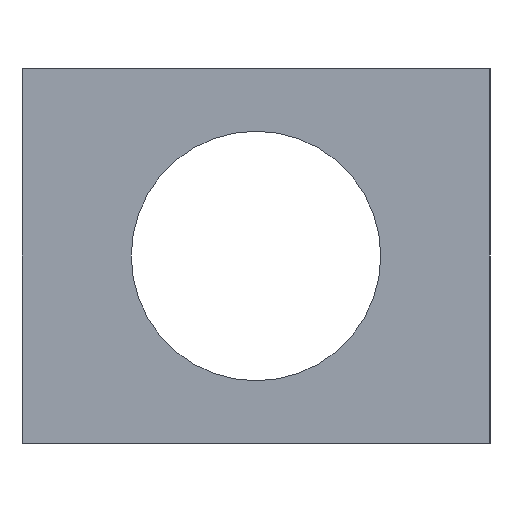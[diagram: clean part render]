
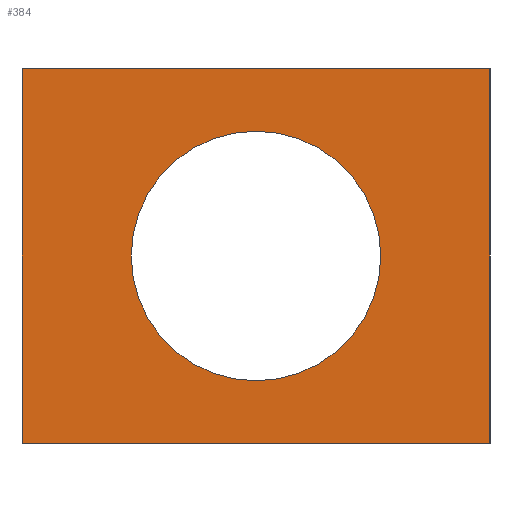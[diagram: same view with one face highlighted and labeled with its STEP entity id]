
A CAD part, left-side view. The second image highlights one B-rep face of the part: STEP entity #384.
In plain terms, the highlighted planar face has unit normal (-1, 0, 0).
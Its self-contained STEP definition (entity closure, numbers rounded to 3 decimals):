
#11 = EDGE_CURVE ( 'NONE', #110, #243, #633, .T. ) ;
#14 = VECTOR ( 'NONE', #108, 1000. ) ;
#19 = VECTOR ( 'NONE', #505, 1000. ) ;
#39 = EDGE_CURVE ( 'NONE', #243, #110, #172, .T. ) ;
#78 = CARTESIAN_POINT ( 'NONE',  ( -27.115, -18.75, 0. ) ) ;
#86 = EDGE_CURVE ( 'NONE', #393, #665, #420, .T. ) ;
#91 = EDGE_CURVE ( 'NONE', #137, #665, #322, .T. ) ;
#102 = EDGE_LOOP ( 'NONE', ( #380, #209 ) ) ;
#107 = VECTOR ( 'NONE', #546, 1000. ) ;
#108 = DIRECTION ( 'NONE',  ( 0., -1., 0. ) ) ;
#110 = VERTEX_POINT ( 'NONE', #268 ) ;
#112 = DIRECTION ( 'NONE',  ( 0., 0., 1. ) ) ;
#117 = CARTESIAN_POINT ( 'NONE',  ( -27.115, 0., 15. ) ) ;
#137 = VERTEX_POINT ( 'NONE', #413 ) ;
#144 = VECTOR ( 'NONE', #636, 1000. ) ;
#170 = EDGE_LOOP ( 'NONE', ( #216, #267, #444, #318 ) ) ;
#172 = CIRCLE ( 'NONE', #257, 10. ) ;
#179 = FACE_OUTER_BOUND ( 'NONE', #170, .T. ) ;
#190 = EDGE_CURVE ( 'NONE', #626, #393, #280, .T. ) ;
#209 = ORIENTED_EDGE ( 'NONE', *, *, #11, .F. ) ;
#216 = ORIENTED_EDGE ( 'NONE', *, *, #86, .T. ) ;
#224 = CARTESIAN_POINT ( 'NONE',  ( -27.115, 17.5, 30. ) ) ;
#226 = CARTESIAN_POINT ( 'NONE',  ( -27.115, 0., 15. ) ) ;
#243 = VERTEX_POINT ( 'NONE', #327 ) ;
#257 = AXIS2_PLACEMENT_3D ( 'NONE', #117, #477, #112 ) ;
#267 = ORIENTED_EDGE ( 'NONE', *, *, #91, .F. ) ;
#268 = CARTESIAN_POINT ( 'NONE',  ( -27.115, 0., 5. ) ) ;
#280 = LINE ( 'NONE', #648, #107 ) ;
#284 = DIRECTION ( 'NONE',  ( 0., 0., -1. ) ) ;
#318 = ORIENTED_EDGE ( 'NONE', *, *, #190, .T. ) ;
#322 = LINE ( 'NONE', #522, #144 ) ;
#326 = PLANE ( 'NONE',  #658 ) ;
#327 = CARTESIAN_POINT ( 'NONE',  ( -27.115, 0., 25. ) ) ;
#339 = CARTESIAN_POINT ( 'NONE',  ( -27.115, 18.75, 30. ) ) ;
#342 = AXIS2_PLACEMENT_3D ( 'NONE', #226, #433, #602 ) ;
#362 = CARTESIAN_POINT ( 'NONE',  ( -27.115, 17.5, 0. ) ) ;
#380 = ORIENTED_EDGE ( 'NONE', *, *, #39, .F. ) ;
#384 = ADVANCED_FACE ( 'NONE', ( #591, #179 ), #326, .F. ) ;
#393 = VERTEX_POINT ( 'NONE', #500 ) ;
#400 = LINE ( 'NONE', #401, #19 ) ;
#401 = CARTESIAN_POINT ( 'NONE',  ( -27.115, 17.5, 30. ) ) ;
#413 = CARTESIAN_POINT ( 'NONE',  ( -27.115, -18.75, 30. ) ) ;
#420 = LINE ( 'NONE', #362, #14 ) ;
#431 = DIRECTION ( 'NONE',  ( 1., 0., 0. ) ) ;
#433 = DIRECTION ( 'NONE',  ( -1., 0., 0. ) ) ;
#444 = ORIENTED_EDGE ( 'NONE', *, *, #502, .F. ) ;
#477 = DIRECTION ( 'NONE',  ( -1., 0., 0. ) ) ;
#500 = CARTESIAN_POINT ( 'NONE',  ( -27.115, 18.75, 0. ) ) ;
#502 = EDGE_CURVE ( 'NONE', #626, #137, #400, .T. ) ;
#505 = DIRECTION ( 'NONE',  ( 0., -1., 0. ) ) ;
#522 = CARTESIAN_POINT ( 'NONE',  ( -27.115, -18.75, 30. ) ) ;
#546 = DIRECTION ( 'NONE',  ( 0., 0., -1. ) ) ;
#591 = FACE_BOUND ( 'NONE', #102, .T. ) ;
#602 = DIRECTION ( 'NONE',  ( 0., 0., 1. ) ) ;
#626 = VERTEX_POINT ( 'NONE', #339 ) ;
#633 = CIRCLE ( 'NONE', #342, 10. ) ;
#636 = DIRECTION ( 'NONE',  ( 0., 0., -1. ) ) ;
#648 = CARTESIAN_POINT ( 'NONE',  ( -27.115, 18.75, 30. ) ) ;
#658 = AXIS2_PLACEMENT_3D ( 'NONE', #224, #431, #284 ) ;
#665 = VERTEX_POINT ( 'NONE', #78 ) ;
